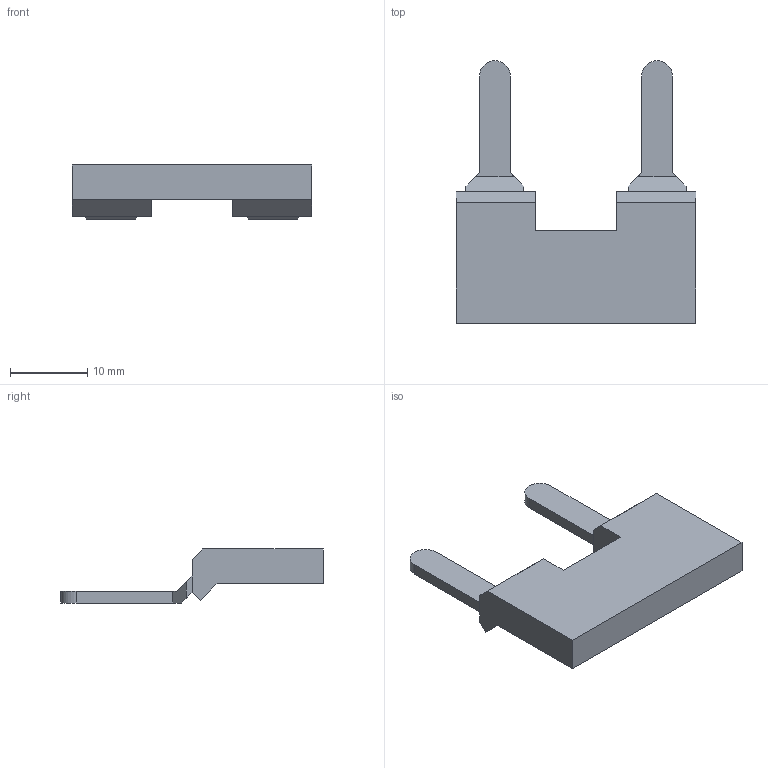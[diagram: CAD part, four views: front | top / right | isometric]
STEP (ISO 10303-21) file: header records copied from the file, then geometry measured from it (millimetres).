
FILE_DESCRIPTION(('Creo Elements/Direct Modeling STEP Export'),'2;1');
FILE_NAME('model.stp','2018-02-24T 8:59:17',(''),(''),'Creo Elements/Direct Modeling STEP processor for AP214 (Solid Model)','Creo Elements/Direct Modeling 18.1I 14-Aug-2016 (C) Parametric Technology GmbH','');
FILE_SCHEMA(('AUTOMOTIVE_DESIGN { 1 0 10303 214 1 1 1 1 }'));
Length unit declared in the file: millimetre
Products named in the file (2): EB_2_20-select
Assembly tree (1 placements, depth 2):
  EB_2_20-select
    EB_2_20-select
Bounding box: 31 x 34 x 7 mm (x, y, z)
Volume: 2431 mm3; surface area: 1866.5 mm2
Topology: 1 solids, 1 shells, 38 faces, 104 edges, 68 vertices
Faces by surface type: plane 36, cylinder 2
Entity records: 1465 total; most frequent: ORIENTED_EDGE 208, CARTESIAN_POINT 198, DIRECTION 166, EDGE_CURVE 104, VECTOR 94, LINE 94, VERTEX_POINT 68, COLOUR_RGB 39
